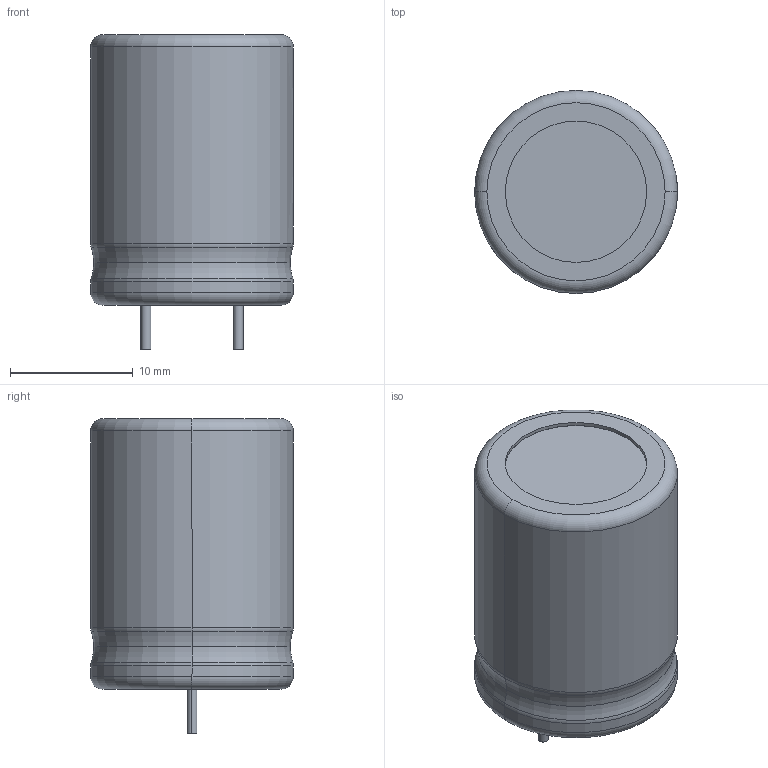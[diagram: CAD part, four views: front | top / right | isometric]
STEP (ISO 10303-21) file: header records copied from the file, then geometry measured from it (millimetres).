
FILE_DESCRIPTION((''),'2;1');
FILE_NAME('CAPPR750-1650X2200.stp','2009-06-09T08:47:01',(''),(''),'Mechanical Desktop 2006','Mechanical Desktop 2006',', , ');
FILE_SCHEMA(('AUTOMOTIVE_DESIGN { 1 2 10303 214 0 1 1 1 }'));
Length unit declared in the file: millimetre
Products named in the file (1): Product
Bounding box: 16.5 x 16.5 x 25.6 mm (x, y, z)
Volume: 4599.6 mm3; surface area: 2074.6 mm2
Topology: 8 solids, 8 shells, 85 faces, 196 edges, 142 vertices
Faces by surface type: plane 37, cylinder 36, torus 12
Entity records: 2489 total; most frequent: DIRECTION 474, CARTESIAN_POINT 412, ORIENTED_EDGE 368, AXIS2_PLACEMENT_3D 192, EDGE_CURVE 184, VERTEX_POINT 118, CIRCLE 106, VECTOR 90
